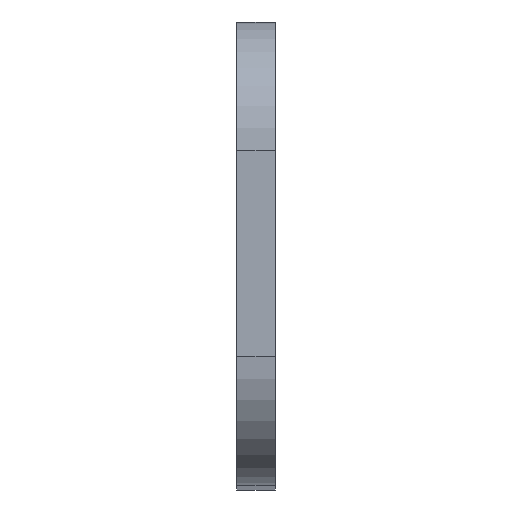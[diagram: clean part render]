
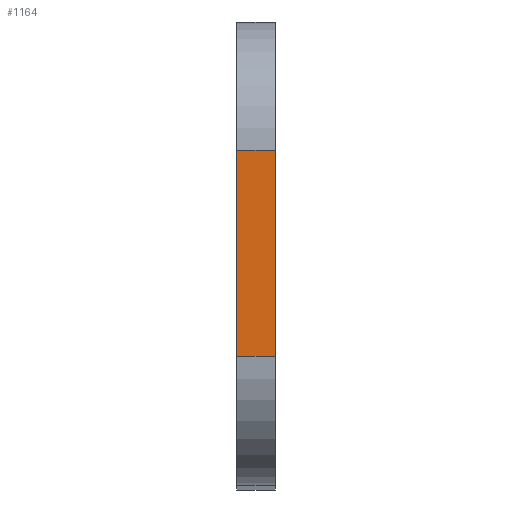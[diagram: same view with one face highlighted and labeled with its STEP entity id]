
A CAD part, top view. The second image highlights one B-rep face of the part: STEP entity #1164.
In plain terms, the highlighted planar face has unit normal (0, 0, 1).
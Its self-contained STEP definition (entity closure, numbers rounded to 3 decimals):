
#32 = CARTESIAN_POINT ( 'NONE',  ( -1.5, 0., 0. ) ) ;
#42 = DIRECTION ( 'NONE',  ( 0., -1., 0. ) ) ;
#95 = AXIS2_PLACEMENT_3D ( 'NONE', #32, #1436, #1081 ) ;
#99 = CARTESIAN_POINT ( 'NONE',  ( 0., 5., 0. ) ) ;
#115 = CARTESIAN_POINT ( 'NONE',  ( 0., 13., 0. ) ) ;
#253 = ORIENTED_EDGE ( 'NONE', *, *, #1091, .T. ) ;
#267 = EDGE_LOOP ( 'NONE', ( #654, #253, #1209, #1453 ) ) ;
#320 = FACE_OUTER_BOUND ( 'NONE', #267, .T. ) ;
#393 = EDGE_CURVE ( 'NONE', #1062, #797, #1094, .T. ) ;
#509 = VECTOR ( 'NONE', #42, 1000. ) ;
#532 = EDGE_CURVE ( 'NONE', #1062, #1435, #1038, .T. ) ;
#558 = CARTESIAN_POINT ( 'NONE',  ( -1.5, 13., 0. ) ) ;
#590 = VECTOR ( 'NONE', #1505, 1000. ) ;
#654 = ORIENTED_EDGE ( 'NONE', *, *, #955, .T. ) ;
#694 = VECTOR ( 'NONE', #999, 1000. ) ;
#792 = PLANE ( 'NONE',  #95 ) ;
#797 = VERTEX_POINT ( 'NONE', #99 ) ;
#849 = VERTEX_POINT ( 'NONE', #974 ) ;
#900 = CARTESIAN_POINT ( 'NONE',  ( -1.5, 0., 0. ) ) ;
#901 = DIRECTION ( 'NONE',  ( -1., 0., 0. ) ) ;
#955 = EDGE_CURVE ( 'NONE', #1435, #849, #1342, .T. ) ;
#974 = CARTESIAN_POINT ( 'NONE',  ( -1.5, 5., 0. ) ) ;
#986 = VECTOR ( 'NONE', #901, 1000. ) ;
#999 = DIRECTION ( 'NONE',  ( 0., -1., 0. ) ) ;
#1038 = LINE ( 'NONE', #558, #986 ) ;
#1062 = VERTEX_POINT ( 'NONE', #115 ) ;
#1081 = DIRECTION ( 'NONE',  ( 1., 0., 0. ) ) ;
#1091 = EDGE_CURVE ( 'NONE', #849, #797, #1172, .T. ) ;
#1094 = LINE ( 'NONE', #1439, #509 ) ;
#1136 = CARTESIAN_POINT ( 'NONE',  ( -1.5, 5., 0. ) ) ;
#1164 = ADVANCED_FACE ( 'NONE', ( #320 ), #792, .T. ) ;
#1172 = LINE ( 'NONE', #1136, #590 ) ;
#1209 = ORIENTED_EDGE ( 'NONE', *, *, #393, .F. ) ;
#1342 = LINE ( 'NONE', #900, #694 ) ;
#1435 = VERTEX_POINT ( 'NONE', #1452 ) ;
#1436 = DIRECTION ( 'NONE',  ( 0., 0., 1. ) ) ;
#1439 = CARTESIAN_POINT ( 'NONE',  ( 0., 0., 0. ) ) ;
#1452 = CARTESIAN_POINT ( 'NONE',  ( -1.5, 13., 0. ) ) ;
#1453 = ORIENTED_EDGE ( 'NONE', *, *, #532, .T. ) ;
#1505 = DIRECTION ( 'NONE',  ( 1., 0., 0. ) ) ;
